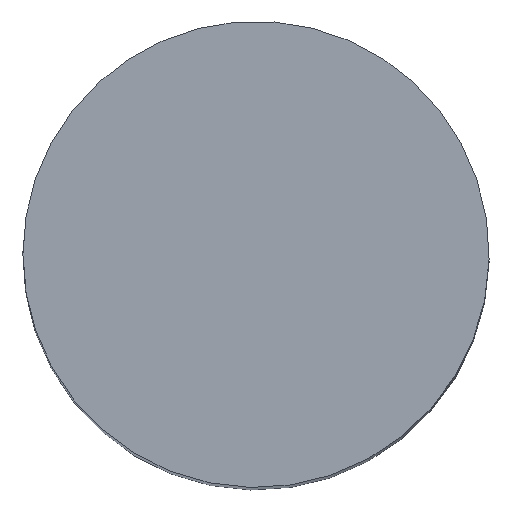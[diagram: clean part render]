
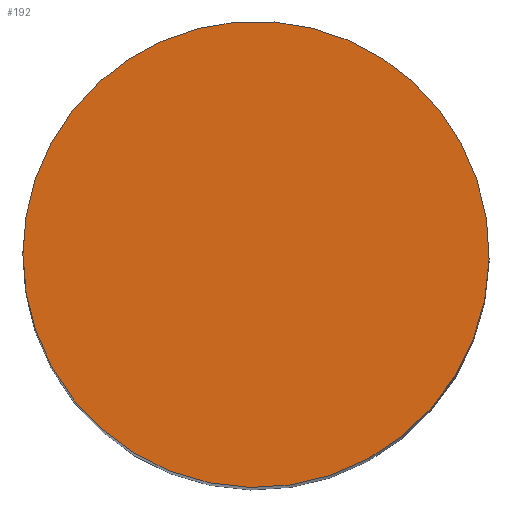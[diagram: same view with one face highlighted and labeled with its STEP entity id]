
A CAD part, top view. The second image highlights one B-rep face of the part: STEP entity #192.
In plain terms, the highlighted planar face has unit normal (0, 0, 1).
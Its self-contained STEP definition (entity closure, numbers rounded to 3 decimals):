
#43=CARTESIAN_POINT('',(0.,0.,200.));
#44=DIRECTION('',(0.,0.,1.));
#45=DIRECTION('',(-0.878,-0.479,0.));
#46=AXIS2_PLACEMENT_3D('',#43,#44,#45);
#51=CARTESIAN_POINT('',(0.,0.,200.));
#52=DIRECTION('',(0.,0.,1.));
#53=DIRECTION('',(-1.,0.,0.));
#54=AXIS2_PLACEMENT_3D('',#51,#52,#53);
#59=CARTESIAN_POINT('',(0.,0.,200.));
#60=DIRECTION('',(0.,0.,1.));
#61=DIRECTION('',(0.878,0.479,0.));
#62=AXIS2_PLACEMENT_3D('',#59,#60,#61);
#159=CARTESIAN_POINT('',(-14.041,-7.671,200.));
#160=CARTESIAN_POINT('',(14.041,7.671,200.));
#161=VERTEX_POINT('',#159);
#162=VERTEX_POINT('',#160);
#163=CARTESIAN_POINT('',(-16.,0.,200.));
#164=VERTEX_POINT('',#163);
#179=CARTESIAN_POINT('',(-14.875,0.,200.));
#180=DIRECTION('',(0.,0.,1.));
#181=DIRECTION('',(1.,0.,0.));
#182=AXIS2_PLACEMENT_3D('',#179,#180,#181);
#183=PLANE('',#182);
#185=ORIENTED_EDGE('',*,*,#184,.F.);
#187=ORIENTED_EDGE('',*,*,#186,.F.);
#189=ORIENTED_EDGE('',*,*,#188,.F.);
#190=EDGE_LOOP('',(#185,#187,#189));
#191=FACE_OUTER_BOUND('',#190,.F.);
#47=CIRCLE('',#46,16.);
#55=CIRCLE('',#54,16.);
#63=CIRCLE('',#62,16.);
#184=EDGE_CURVE('',#161,#162,#47,.T.);
#186=EDGE_CURVE('',#164,#161,#55,.T.);
#188=EDGE_CURVE('',#162,#164,#63,.T.);
#192=ADVANCED_FACE('',(#191),#183,.T.);
